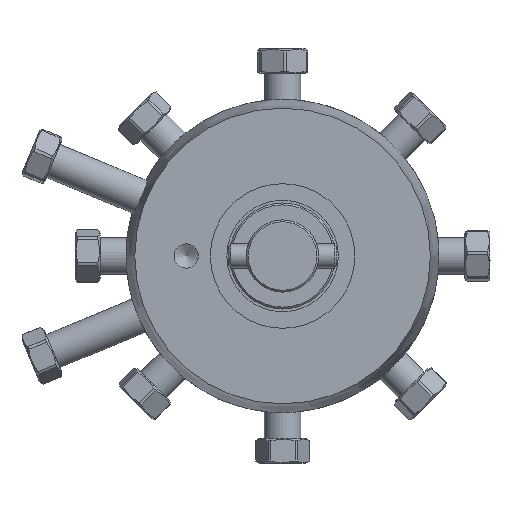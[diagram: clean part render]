
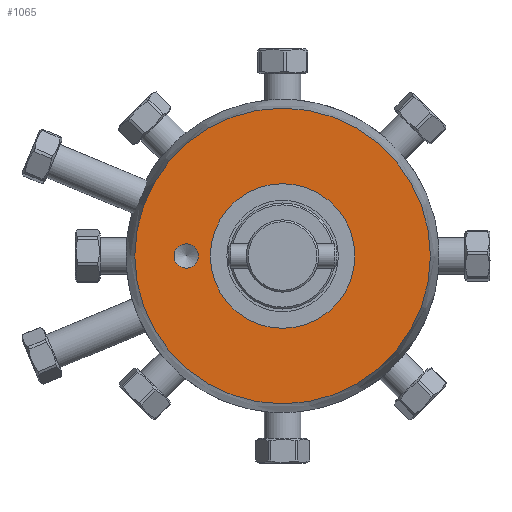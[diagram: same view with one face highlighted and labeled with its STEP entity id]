
A CAD part, left-side view. The second image highlights one B-rep face of the part: STEP entity #1065.
In plain terms, the highlighted planar face has unit normal (-1, 0, 0).
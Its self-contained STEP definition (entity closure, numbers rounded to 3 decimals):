
#846=CARTESIAN_POINT('',(6.35,12.7,1.605));
#847=VERTEX_POINT('',#846);
#848=CARTESIAN_POINT('',(6.35,12.7,0.));
#849=DIRECTION('',(1.0,0.0,0.0));
#850=DIRECTION('',(0.0,0.0,1.0));
#851=AXIS2_PLACEMENT_3D('',#848,#849,#850);
#852=CIRCLE('',#851,1.605);
#853=EDGE_CURVE('',#847,#847,#852,.T.);
#979=CARTESIAN_POINT('',(6.35,19.477,0.0));
#980=VERTEX_POINT('',#979);
#981=CARTESIAN_POINT('',(6.35,0.0,0.0));
#982=DIRECTION('',(1.0,0.0,0.0));
#983=DIRECTION('',(0.0,1.0,0.0));
#984=AXIS2_PLACEMENT_3D('',#981,#982,#983);
#985=CIRCLE('',#984,19.477);
#986=EDGE_CURVE('',#980,#980,#985,.T.);
#1027=CARTESIAN_POINT('',(6.35,9.525,0.0));
#1028=VERTEX_POINT('',#1027);
#1029=CARTESIAN_POINT('',(6.35,0.0,0.0));
#1030=DIRECTION('',(1.0,0.0,0.0));
#1031=DIRECTION('',(0.0,1.0,0.0));
#1032=AXIS2_PLACEMENT_3D('',#1029,#1030,#1031);
#1033=CIRCLE('',#1032,9.525);
#1034=EDGE_CURVE('',#1028,#1028,#1033,.T.);
#1051=CARTESIAN_POINT('',(6.35,14.501,0.0));
#1052=DIRECTION('',(-1.0,0.0,0.0));
#1053=DIRECTION('',(0.0,0.0,1.0));
#1054=AXIS2_PLACEMENT_3D('',#1051,#1052,#1053);
#1055=PLANE('',#1054);
#1056=ORIENTED_EDGE('',*,*,#986,.F.);
#1057=EDGE_LOOP('',(#1056));
#1058=FACE_OUTER_BOUND('',#1057,.T.);
#1059=ORIENTED_EDGE('',*,*,#1034,.T.);
#1060=EDGE_LOOP('',(#1059));
#1061=FACE_BOUND('',#1060,.T.);
#1062=ORIENTED_EDGE('',*,*,#853,.T.);
#1063=EDGE_LOOP('',(#1062));
#1064=FACE_BOUND('',#1063,.T.);
#1065=ADVANCED_FACE('',(#1058,#1061,#1064),#1055,.T.);
